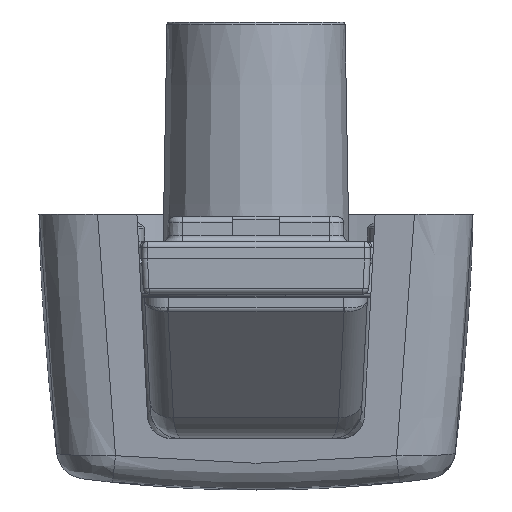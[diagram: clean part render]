
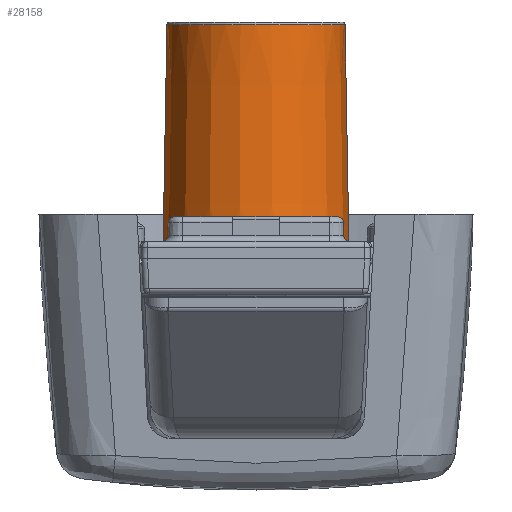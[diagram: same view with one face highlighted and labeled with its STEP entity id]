
A CAD part, front view. The second image highlights one B-rep face of the part: STEP entity #28158.
In plain terms, the highlighted conical face has half-angle 1 degrees and reference radius 7.95 mm.
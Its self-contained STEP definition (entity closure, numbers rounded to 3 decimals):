
#1188 = CARTESIAN_POINT ( 'NONE',  ( 0., -21.754, -7.595 ) ) ;
#2147 = DIRECTION ( 'NONE',  ( 0., 1., 0. ) ) ;
#2438 = VERTEX_POINT ( 'NONE', #1188 ) ;
#4761 = DIRECTION ( 'NONE',  ( 0., 1., -0.017 ) ) ;
#4947 = CIRCLE ( 'NONE', #57369, 7.95 ) ;
#8516 = LINE ( 'NONE', #36992, #42563 ) ;
#12529 = EDGE_CURVE ( 'NONE', #23696, #40059, #4947, .T. ) ;
#16214 = DIRECTION ( 'NONE',  ( 0., 1., 0. ) ) ;
#17686 = CIRCLE ( 'NONE', #71658, 7.595 ) ;
#21987 = DIRECTION ( 'NONE',  ( 0., 1., 0.017 ) ) ;
#22822 = AXIS2_PLACEMENT_3D ( 'NONE', #48470, #2147, #31503 ) ;
#23696 = VERTEX_POINT ( 'NONE', #88954 ) ;
#26365 = EDGE_CURVE ( 'NONE', #2438, #85651, #17686, .T. ) ;
#27761 = CARTESIAN_POINT ( 'NONE',  ( 0., -21.754, 7.595 ) ) ;
#28158 = ADVANCED_FACE ( 'NONE', ( #62413 ), #89233, .T. ) ;
#30466 = EDGE_CURVE ( 'NONE', #2438, #40059, #41479, .T. ) ;
#31503 = DIRECTION ( 'NONE',  ( 0., 0., 1. ) ) ;
#36992 = CARTESIAN_POINT ( 'NONE',  ( 0., -1.4, 7.95 ) ) ;
#40059 = VERTEX_POINT ( 'NONE', #63483 ) ;
#41479 = LINE ( 'NONE', #70870, #54233 ) ;
#41640 = ORIENTED_EDGE ( 'NONE', *, *, #12529, .T. ) ;
#42563 = VECTOR ( 'NONE', #21987, 1000. ) ;
#43594 = DIRECTION ( 'NONE',  ( 0., -1., 0. ) ) ;
#45451 = DIRECTION ( 'NONE',  ( 0., 0., 1. ) ) ;
#46407 = EDGE_LOOP ( 'NONE', ( #73362, #49370, #70756, #41640 ) ) ;
#48470 = CARTESIAN_POINT ( 'NONE',  ( 0., -1.4, 0. ) ) ;
#49370 = ORIENTED_EDGE ( 'NONE', *, *, #26365, .T. ) ;
#54233 = VECTOR ( 'NONE', #4761, 1000. ) ;
#56399 = EDGE_CURVE ( 'NONE', #85651, #23696, #8516, .T. ) ;
#57369 = AXIS2_PLACEMENT_3D ( 'NONE', #67637, #43594, #45451 ) ;
#62413 = FACE_OUTER_BOUND ( 'NONE', #46407, .T. ) ;
#63483 = CARTESIAN_POINT ( 'NONE',  ( 0., -1.4, -7.95 ) ) ;
#67637 = CARTESIAN_POINT ( 'NONE',  ( 0., -1.4, 0. ) ) ;
#68290 = CARTESIAN_POINT ( 'NONE',  ( 0., -21.754, 0. ) ) ;
#70756 = ORIENTED_EDGE ( 'NONE', *, *, #56399, .T. ) ;
#70870 = CARTESIAN_POINT ( 'NONE',  ( 0., -1.4, -7.95 ) ) ;
#71658 = AXIS2_PLACEMENT_3D ( 'NONE', #68290, #16214, #82332 ) ;
#73362 = ORIENTED_EDGE ( 'NONE', *, *, #30466, .F. ) ;
#82332 = DIRECTION ( 'NONE',  ( 0., 0., 1. ) ) ;
#85651 = VERTEX_POINT ( 'NONE', #27761 ) ;
#88954 = CARTESIAN_POINT ( 'NONE',  ( 0., -1.4, 7.95 ) ) ;
#89233 = CONICAL_SURFACE ( 'NONE', #22822, 7.95, 0.017 ) ;
